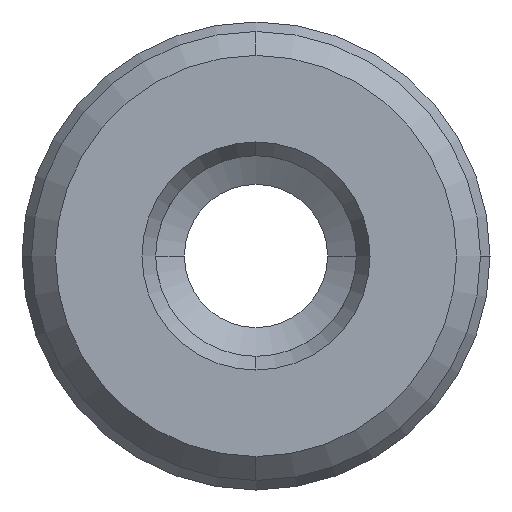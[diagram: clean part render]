
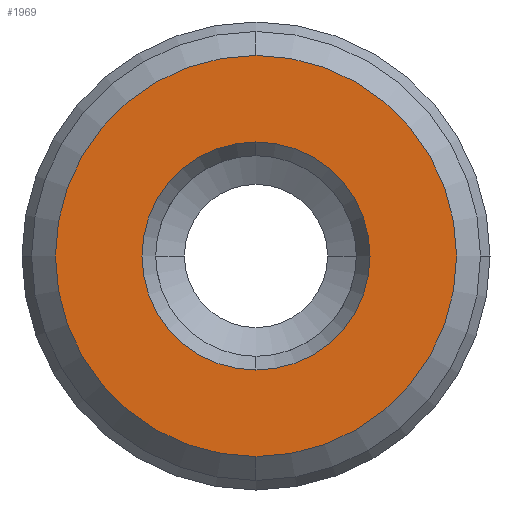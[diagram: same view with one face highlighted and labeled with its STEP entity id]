
A CAD part, left-side view. The second image highlights one B-rep face of the part: STEP entity #1969.
In plain terms, the highlighted planar face has unit normal (-1, 0, 0).
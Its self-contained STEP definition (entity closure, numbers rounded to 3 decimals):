
#512=CARTESIAN_POINT('',(-15.5,0.,0.));
#513=DIRECTION('',(-1.,0.,0.));
#514=DIRECTION('',(0.,0.,-1.));
#515=AXIS2_PLACEMENT_3D('',#512,#513,#514);
#525=CARTESIAN_POINT('',(-15.5,0.,0.));
#526=DIRECTION('',(1.,0.,0.));
#527=DIRECTION('',(0.,0.,-1.));
#528=AXIS2_PLACEMENT_3D('',#525,#526,#527);
#530=CARTESIAN_POINT('',(-15.5,0.,0.));
#531=DIRECTION('',(1.,0.,0.));
#532=DIRECTION('',(0.,0.,-1.));
#533=AXIS2_PLACEMENT_3D('',#530,#531,#532);
#535=CARTESIAN_POINT('',(-15.5,0.,0.));
#536=DIRECTION('',(-1.,0.,0.));
#537=DIRECTION('',(0.,0.,-1.));
#538=AXIS2_PLACEMENT_3D('',#535,#536,#537);
#1091=CARTESIAN_POINT('',(-15.5,0.,-2.389));
#1093=VERTEX_POINT('',#1091);
#1094=CARTESIAN_POINT('',(-15.5,0.,-4.2));
#1096=VERTEX_POINT('',#1094);
#1101=CARTESIAN_POINT('',(-15.5,0.,2.389));
#1103=VERTEX_POINT('',#1101);
#1104=CARTESIAN_POINT('',(-15.5,0.,4.2));
#1106=VERTEX_POINT('',#1104);
#1954=CARTESIAN_POINT('',(-15.5,0.,0.));
#1955=DIRECTION('',(-1.,0.,0.));
#1956=DIRECTION('',(0.,0.,1.));
#1957=AXIS2_PLACEMENT_3D('',#1954,#1955,#1956);
#1958=PLANE('',#1957);
#1959=ORIENTED_EDGE('',*,*,#1933,.F.);
#1960=ORIENTED_EDGE('',*,*,#1949,.T.);
#1961=EDGE_LOOP('',(#1959,#1960));
#1962=FACE_OUTER_BOUND('',#1961,.F.);
#1964=ORIENTED_EDGE('',*,*,#1963,.F.);
#1966=ORIENTED_EDGE('',*,*,#1965,.T.);
#1967=EDGE_LOOP('',(#1964,#1966));
#1968=FACE_BOUND('',#1967,.F.);
#1969=ADVANCED_FACE('',(#1962,#1968),#1958,.T.);
#516=CIRCLE('',#515,4.2);
#529=CIRCLE('',#528,4.2);
#534=CIRCLE('',#533,2.389);
#539=CIRCLE('',#538,2.389);
#1933=EDGE_CURVE('',#1096,#1106,#516,.T.);
#1949=EDGE_CURVE('',#1096,#1106,#529,.T.);
#1963=EDGE_CURVE('',#1093,#1103,#534,.T.);
#1965=EDGE_CURVE('',#1093,#1103,#539,.T.);
